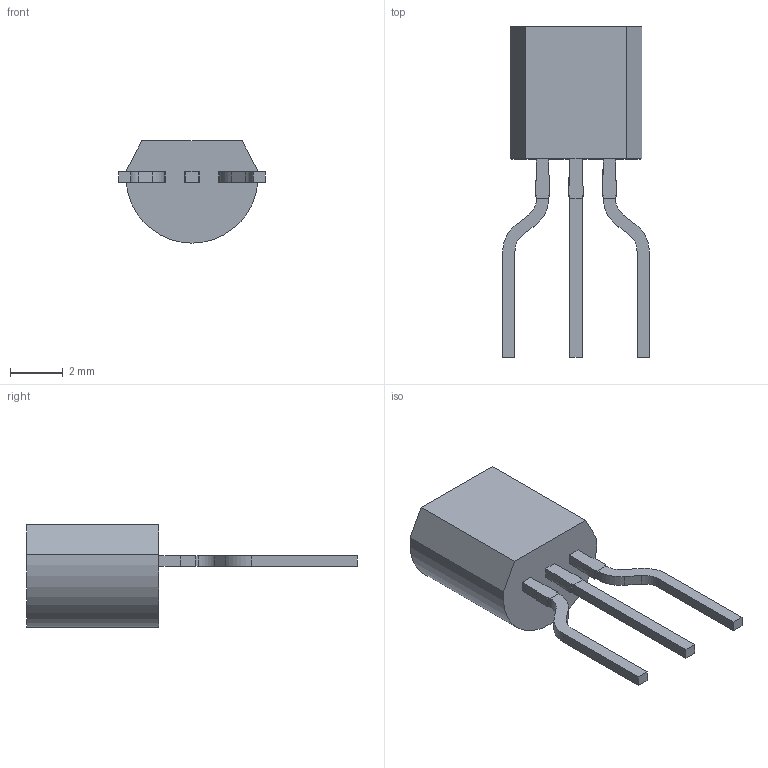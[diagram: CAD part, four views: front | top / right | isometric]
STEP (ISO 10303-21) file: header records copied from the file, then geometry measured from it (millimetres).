
FILE_DESCRIPTION (( 'STEP AP214' ), '1' );
FILE_NAME ('User Library-TO-92_SS127.STEP', '2022-04-12T05:21:50', ( '' ), ( '' ), 'SwSTEP 2.0', 'SolidWorks 2021', '' );
FILE_SCHEMA (( 'AUTOMOTIVE_DESIGN' ));
Length unit declared in the file: millimetre
Products named in the file (1): User Library-TO-92_SS127
Bounding box: 5.54 x 12.5 x 3.87 mm (x, y, z)
Surface area: 146.8 mm2 (no closed solid volume)
Topology: 0 solids, 7 shells, 70 faces, 195 edges, 130 vertices
Faces by surface type: plane 60, cylinder 10
Entity records: 2221 total; most frequent: CARTESIAN_POINT 408, ORIENTED_EDGE 354, DIRECTION 353, EDGE_CURVE 195, LINE 171, VECTOR 171, VERTEX_POINT 130, AXIS2_PLACEMENT_3D 91
